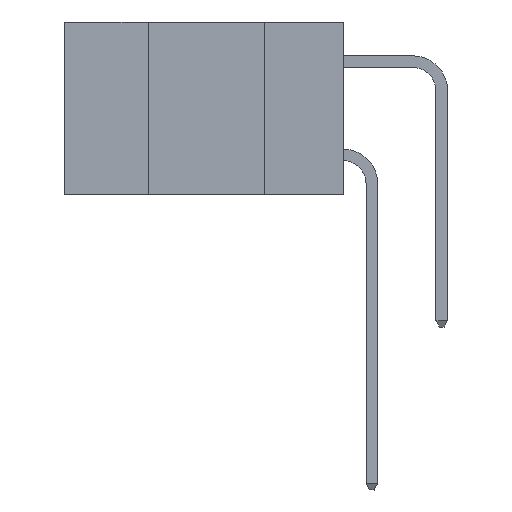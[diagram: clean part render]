
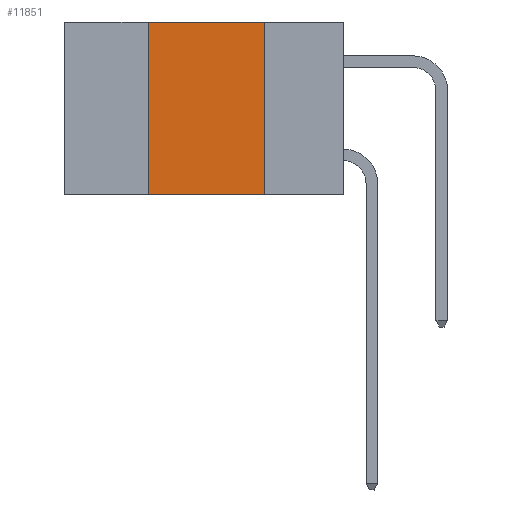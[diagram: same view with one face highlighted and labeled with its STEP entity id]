
A CAD part, left-side view. The second image highlights one B-rep face of the part: STEP entity #11851.
In plain terms, the highlighted planar face has unit normal (-1, 0, 0).
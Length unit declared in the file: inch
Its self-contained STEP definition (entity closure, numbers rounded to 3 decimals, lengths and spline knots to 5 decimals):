
#125 = DIRECTION ( 'NONE',  ( 0., -1., 0. ) ) ;
#212 = CARTESIAN_POINT ( 'NONE',  ( 0., 0.6, 0. ) ) ;
#1283 = EDGE_CURVE ( 'NONE', #16600, #6211, #3291, .T. ) ;
#1564 = CARTESIAN_POINT ( 'NONE',  ( 0., 0.17, 0. ) ) ;
#1656 = VERTEX_POINT ( 'NONE', #1564 ) ;
#3187 = CARTESIAN_POINT ( 'NONE',  ( 0., 0.6, -0.37 ) ) ;
#3291 = LINE ( 'NONE', #3187, #7544 ) ;
#4262 = ORIENTED_EDGE ( 'NONE', *, *, #16058, .F. ) ;
#4947 = ORIENTED_EDGE ( 'NONE', *, *, #12021, .F. ) ;
#5166 = AXIS2_PLACEMENT_3D ( 'NONE', #12118, #19381, #19592 ) ;
#5517 = EDGE_LOOP ( 'NONE', ( #4262, #4947, #17416, #13549 ) ) ;
#5813 = FACE_OUTER_BOUND ( 'NONE', #5517, .T. ) ;
#6211 = VERTEX_POINT ( 'NONE', #6307 ) ;
#6307 = CARTESIAN_POINT ( 'NONE',  ( 0., 0.17, -0.37 ) ) ;
#7298 = VECTOR ( 'NONE', #17582, 39.37008 ) ;
#7544 = VECTOR ( 'NONE', #9400, 39.37008 ) ;
#9400 = DIRECTION ( 'NONE',  ( 0., -1., 0. ) ) ;
#10522 = CARTESIAN_POINT ( 'NONE',  ( 0., 0.17, -0.37 ) ) ;
#11107 = VERTEX_POINT ( 'NONE', #12649 ) ;
#11851 = ADVANCED_FACE ( 'NONE', ( #5813 ), #14987, .F. ) ;
#12021 = EDGE_CURVE ( 'NONE', #11107, #1656, #18675, .T. ) ;
#12117 = DIRECTION ( 'NONE',  ( 0., 0., -1. ) ) ;
#12118 = CARTESIAN_POINT ( 'NONE',  ( 0., 0.6, 0. ) ) ;
#12649 = CARTESIAN_POINT ( 'NONE',  ( 0., 0.42, 0. ) ) ;
#13549 = ORIENTED_EDGE ( 'NONE', *, *, #1283, .T. ) ;
#14987 = PLANE ( 'NONE',  #5166 ) ;
#15097 = LINE ( 'NONE', #10522, #18767 ) ;
#15876 = EDGE_CURVE ( 'NONE', #16600, #11107, #19288, .T. ) ;
#16058 = EDGE_CURVE ( 'NONE', #1656, #6211, #15097, .T. ) ;
#16600 = VERTEX_POINT ( 'NONE', #19286 ) ;
#17416 = ORIENTED_EDGE ( 'NONE', *, *, #15876, .F. ) ;
#17582 = DIRECTION ( 'NONE',  ( 0., 0., 1. ) ) ;
#17597 = VECTOR ( 'NONE', #125, 39.37008 ) ;
#17783 = CARTESIAN_POINT ( 'NONE',  ( 0., 0.42, -0.37 ) ) ;
#18675 = LINE ( 'NONE', #212, #17597 ) ;
#18767 = VECTOR ( 'NONE', #12117, 39.37008 ) ;
#19286 = CARTESIAN_POINT ( 'NONE',  ( 0., 0.42, -0.37 ) ) ;
#19288 = LINE ( 'NONE', #17783, #7298 ) ;
#19381 = DIRECTION ( 'NONE',  ( 1., 0., 0. ) ) ;
#19592 = DIRECTION ( 'NONE',  ( 0., 0., -1. ) ) ;
